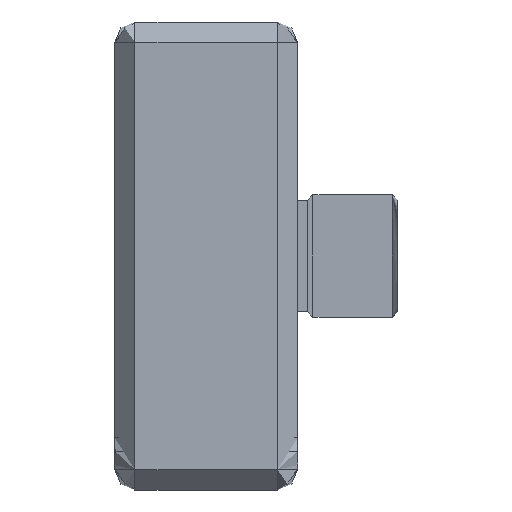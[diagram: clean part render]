
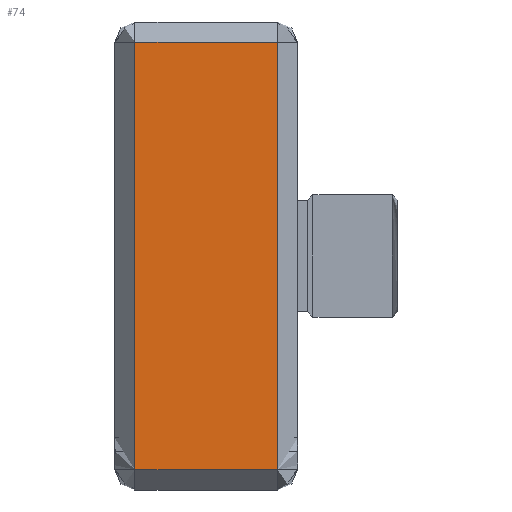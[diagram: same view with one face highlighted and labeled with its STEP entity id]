
A CAD part, front view. The second image highlights one B-rep face of the part: STEP entity #74.
In plain terms, the highlighted free-form (B-spline) face has degree [1, 1] with [2, 2] control points.
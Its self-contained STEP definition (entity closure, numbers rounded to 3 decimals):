
#74=ADVANCED_FACE('',(#149),#950,.T.);
#149=FACE_OUTER_BOUND('',#225,.T.);
#225=EDGE_LOOP('',(#534,#535,#536,#537));
#534=ORIENTED_EDGE('',*,*,#705,.F.);
#535=ORIENTED_EDGE('',*,*,#701,.F.);
#536=ORIENTED_EDGE('',*,*,#754,.F.);
#537=ORIENTED_EDGE('',*,*,#697,.F.);
#697=EDGE_CURVE('',#843,#842,#1019,.T.);
#701=EDGE_CURVE('',#845,#844,#1021,.T.);
#705=EDGE_CURVE('',#844,#843,#1022,.T.);
#754=EDGE_CURVE('',#842,#845,#1053,.T.);
#842=VERTEX_POINT('',#2624);
#843=VERTEX_POINT('',#2625);
#844=VERTEX_POINT('',#2626);
#845=VERTEX_POINT('',#2627);
#950=B_SPLINE_SURFACE_WITH_KNOTS('',1,1,((#2411,#2412),(#2413,#2414)),.UNSPECIFIED.,
.F.,.F.,.F.,(2,2),(2,2),(2.,16.),(2.,44.),.UNSPECIFIED.);
#1019=B_SPLINE_CURVE_WITH_KNOTS('',1,(#1667,#1668),.UNSPECIFIED.,.F.,.F.,
(2,2),(-42.,0.),.UNSPECIFIED.);
#1021=B_SPLINE_CURVE_WITH_KNOTS('',1,(#1679,#1680),.UNSPECIFIED.,.F.,.F.,
(2,2),(0.,42.),.UNSPECIFIED.);
#1022=B_SPLINE_CURVE_WITH_KNOTS('',1,(#1690,#1691),.UNSPECIFIED.,.F.,.F.,
(2,2),(0.,14.),.UNSPECIFIED.);
#1053=B_SPLINE_CURVE_WITH_KNOTS('',1,(#1859,#1860),.UNSPECIFIED.,.F.,.F.,
(2,2),(0.,14.),.UNSPECIFIED.);
#1667=CARTESIAN_POINT('',(-7.,-22.5,-21.));
#1668=CARTESIAN_POINT('',(-7.,-22.5,21.));
#1679=CARTESIAN_POINT('',(7.,-22.5,21.));
#1680=CARTESIAN_POINT('',(7.,-22.5,-21.));
#1690=CARTESIAN_POINT('',(7.,-22.5,-21.));
#1691=CARTESIAN_POINT('',(-7.,-22.5,-21.));
#1859=CARTESIAN_POINT('',(-7.,-22.5,21.));
#1860=CARTESIAN_POINT('',(7.,-22.5,21.));
#2411=CARTESIAN_POINT('',(-7.,-22.5,-21.));
#2412=CARTESIAN_POINT('',(-7.,-22.5,21.));
#2413=CARTESIAN_POINT('',(7.,-22.5,-21.));
#2414=CARTESIAN_POINT('',(7.,-22.5,21.));
#2624=CARTESIAN_POINT('',(-7.,-22.5,21.));
#2625=CARTESIAN_POINT('',(-7.,-22.5,-21.));
#2626=CARTESIAN_POINT('',(7.,-22.5,-21.));
#2627=CARTESIAN_POINT('',(7.,-22.5,21.));
